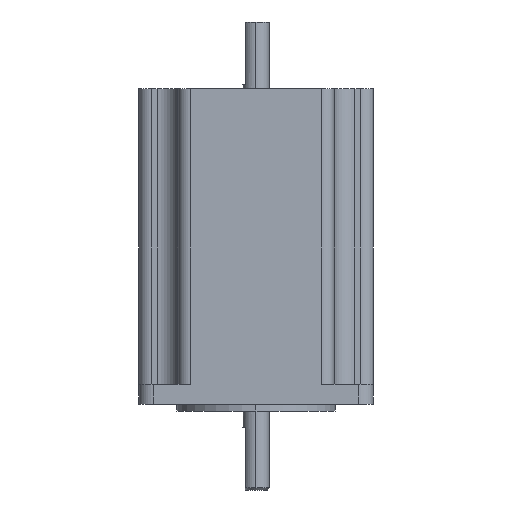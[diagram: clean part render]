
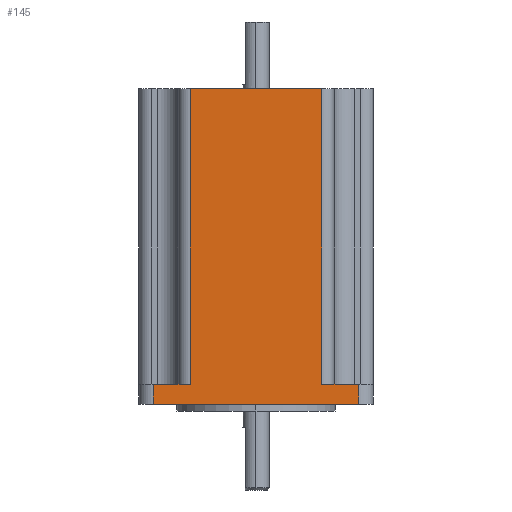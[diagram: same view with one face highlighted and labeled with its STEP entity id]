
A CAD part, left-side view. The second image highlights one B-rep face of the part: STEP entity #145.
In plain terms, the highlighted planar face has unit normal (-1, 0, 0).
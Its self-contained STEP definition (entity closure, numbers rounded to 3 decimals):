
#1 = VECTOR ( 'NONE', #1753, 1000. ) ;
#3 = VECTOR ( 'NONE', #1749, 1000. ) ;
#6 = VECTOR ( 'NONE', #1755, 1000. ) ;
#52 = EDGE_CURVE ( 'NONE', #1063, #1079, #1453, .T. ) ;
#85 = EDGE_CURVE ( 'NONE', #1069, #1010, #1473, .T. ) ;
#101 = EDGE_CURVE ( 'NONE', #1071, #1037, #1482, .T. ) ;
#145 = ADVANCED_FACE ( 'NONE', ( #1542 ), #498, .F. ) ;
#168 = EDGE_CURVE ( 'NONE', #1044, #1063, #1565, .T. ) ;
#169 = EDGE_CURVE ( 'NONE', #1071, #1054, #1566, .T. ) ;
#170 = EDGE_CURVE ( 'NONE', #1037, #1069, #1567, .T. ) ;
#171 = EDGE_CURVE ( 'NONE', #1079, #1010, #1568, .T. ) ;
#191 = EDGE_CURVE ( 'NONE', #1044, #1054, #1577, .T. ) ;
#274 = CARTESIAN_POINT ( 'NONE',  ( -28.2, 15.8, 76. ) ) ;
#359 = DIRECTION ( 'NONE',  ( 0., -1., 0. ) ) ;
#360 = CARTESIAN_POINT ( 'NONE',  ( -28.2, 28.2, 0. ) ) ;
#371 = DIRECTION ( 'NONE',  ( 0., 1., 0. ) ) ;
#495 = CARTESIAN_POINT ( 'NONE',  ( -28.2, 28.2, 4.8 ) ) ;
#498 = PLANE ( 'NONE',  #1762 ) ;
#530 = CARTESIAN_POINT ( 'NONE',  ( -28.2, 28.2, 4.8 ) ) ;
#546 = DIRECTION ( 'NONE',  ( 0., -1., 0. ) ) ;
#559 = DIRECTION ( 'NONE',  ( 1., 0., 0. ) ) ;
#582 = DIRECTION ( 'NONE',  ( 0., -1., 0. ) ) ;
#683 = VECTOR ( 'NONE', #1903, 1000. ) ;
#796 = VECTOR ( 'NONE', #546, 1000. ) ;
#801 = VECTOR ( 'NONE', #359, 1000. ) ;
#859 = CARTESIAN_POINT ( 'NONE',  ( -28.2, -15.8, 76. ) ) ;
#866 = CARTESIAN_POINT ( 'NONE',  ( -28.2, 24.7, 4.8 ) ) ;
#876 = CARTESIAN_POINT ( 'NONE',  ( -28.2, 15.8, 4.8 ) ) ;
#885 = CARTESIAN_POINT ( 'NONE',  ( -28.2, 24.7, 0. ) ) ;
#891 = CARTESIAN_POINT ( 'NONE',  ( -28.2, -15.8, 4.8 ) ) ;
#893 = CARTESIAN_POINT ( 'NONE',  ( -28.2, 15.8, 76. ) ) ;
#901 = CARTESIAN_POINT ( 'NONE',  ( -28.2, -24.7, 0. ) ) ;
#991 = EDGE_LOOP ( 'NONE', ( #1383, #1381, #1382, #1380, #1379, #1378, #1377, #1376 ) ) ;
#1010 = VERTEX_POINT ( 'NONE', #1656 ) ;
#1037 = VERTEX_POINT ( 'NONE', #859 ) ;
#1044 = VERTEX_POINT ( 'NONE', #866 ) ;
#1054 = VERTEX_POINT ( 'NONE', #876 ) ;
#1063 = VERTEX_POINT ( 'NONE', #885 ) ;
#1069 = VERTEX_POINT ( 'NONE', #891 ) ;
#1071 = VERTEX_POINT ( 'NONE', #893 ) ;
#1079 = VERTEX_POINT ( 'NONE', #901 ) ;
#1376 = ORIENTED_EDGE ( 'NONE', *, *, #168, .T. ) ;
#1377 = ORIENTED_EDGE ( 'NONE', *, *, #191, .F. ) ;
#1378 = ORIENTED_EDGE ( 'NONE', *, *, #169, .T. ) ;
#1379 = ORIENTED_EDGE ( 'NONE', *, *, #101, .F. ) ;
#1380 = ORIENTED_EDGE ( 'NONE', *, *, #170, .F. ) ;
#1381 = ORIENTED_EDGE ( 'NONE', *, *, #171, .T. ) ;
#1382 = ORIENTED_EDGE ( 'NONE', *, *, #85, .F. ) ;
#1383 = ORIENTED_EDGE ( 'NONE', *, *, #52, .T. ) ;
#1453 = LINE ( 'NONE', #360, #801 ) ;
#1473 = LINE ( 'NONE', #530, #796 ) ;
#1482 = LINE ( 'NONE', #274, #1690 ) ;
#1542 = FACE_OUTER_BOUND ( 'NONE', #991, .T. ) ;
#1565 = LINE ( 'NONE', #1758, #1719 ) ;
#1566 = LINE ( 'NONE', #1756, #6 ) ;
#1567 = LINE ( 'NONE', #1754, #1 ) ;
#1568 = LINE ( 'NONE', #1750, #3 ) ;
#1577 = LINE ( 'NONE', #1904, #683 ) ;
#1656 = CARTESIAN_POINT ( 'NONE',  ( -28.2, -24.7, 4.8 ) ) ;
#1690 = VECTOR ( 'NONE', #582, 1000. ) ;
#1719 = VECTOR ( 'NONE', #1757, 1000. ) ;
#1749 = DIRECTION ( 'NONE',  ( 0., 0., 1. ) ) ;
#1750 = CARTESIAN_POINT ( 'NONE',  ( -28.2, -24.7, 4.8 ) ) ;
#1753 = DIRECTION ( 'NONE',  ( 0., 0., -1. ) ) ;
#1754 = CARTESIAN_POINT ( 'NONE',  ( -28.2, -15.8, 76. ) ) ;
#1755 = DIRECTION ( 'NONE',  ( 0., 0., -1. ) ) ;
#1756 = CARTESIAN_POINT ( 'NONE',  ( -28.2, 15.8, 76. ) ) ;
#1757 = DIRECTION ( 'NONE',  ( 0., 0., -1. ) ) ;
#1758 = CARTESIAN_POINT ( 'NONE',  ( -28.2, 24.7, 4.8 ) ) ;
#1762 = AXIS2_PLACEMENT_3D ( 'NONE', #495, #559, #371 ) ;
#1903 = DIRECTION ( 'NONE',  ( 0., -1., 0. ) ) ;
#1904 = CARTESIAN_POINT ( 'NONE',  ( -28.2, 28.2, 4.8 ) ) ;
